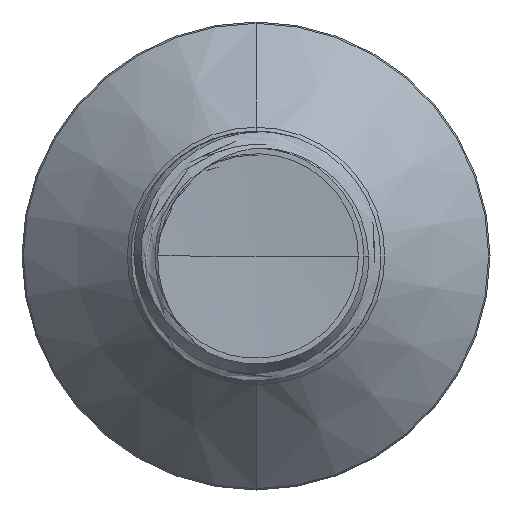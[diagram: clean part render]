
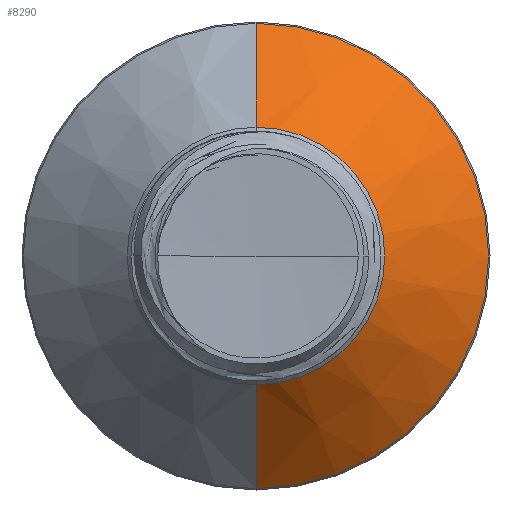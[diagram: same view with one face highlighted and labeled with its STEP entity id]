
A CAD part, front view. The second image highlights one B-rep face of the part: STEP entity #8290.
In plain terms, the highlighted conical face has half-angle 45 degrees and reference radius 2.064 mm.
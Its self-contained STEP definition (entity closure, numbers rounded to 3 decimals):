
#40 = CARTESIAN_POINT ( 'NONE',  ( 0., 7.193, 2.064 ) ) ;
#2552 = DIRECTION ( 'NONE',  ( 0., 0.707, -0.707 ) ) ;
#3019 = DIRECTION ( 'NONE',  ( 0., 1., 0. ) ) ;
#3414 = EDGE_CURVE ( 'NONE', #13817, #11940, #21714, .T. ) ;
#4175 = VECTOR ( 'NONE', #2552, 1000. ) ;
#4585 = ORIENTED_EDGE ( 'NONE', *, *, #21953, .F. ) ;
#4608 = VERTEX_POINT ( 'NONE', #16174 ) ;
#5232 = CIRCLE ( 'NONE', #13514, 3.728 ) ;
#7522 = CARTESIAN_POINT ( 'NONE',  ( 0., 8.857, 3.728 ) ) ;
#8250 = DIRECTION ( 'NONE',  ( 0., 1., 0. ) ) ;
#8290 = ADVANCED_FACE ( 'NONE', ( #15884 ), #20012, .T. ) ;
#8722 = ORIENTED_EDGE ( 'NONE', *, *, #13411, .T. ) ;
#9281 = ORIENTED_EDGE ( 'NONE', *, *, #3414, .F. ) ;
#10864 = CARTESIAN_POINT ( 'NONE',  ( 0., 7.193, 2.064 ) ) ;
#11784 = CARTESIAN_POINT ( 'NONE',  ( 0., 7.193, 0. ) ) ;
#11940 = VERTEX_POINT ( 'NONE', #7522 ) ;
#12622 = DIRECTION ( 'NONE',  ( 0., 0.707, 0.707 ) ) ;
#13411 = EDGE_CURVE ( 'NONE', #13817, #17958, #13550, .T. ) ;
#13514 = AXIS2_PLACEMENT_3D ( 'NONE', #18739, #8250, #20515 ) ;
#13550 = CIRCLE ( 'NONE', #21502, 2.064 ) ;
#13556 = CARTESIAN_POINT ( 'NONE',  ( 0., 7.193, 0. ) ) ;
#13817 = VERTEX_POINT ( 'NONE', #40 ) ;
#14857 = CARTESIAN_POINT ( 'NONE',  ( 0., 7.193, -2.064 ) ) ;
#15313 = DIRECTION ( 'NONE',  ( 0., 0., 1. ) ) ;
#15884 = FACE_OUTER_BOUND ( 'NONE', #21128, .T. ) ;
#16174 = CARTESIAN_POINT ( 'NONE',  ( 0., 8.857, -3.728 ) ) ;
#17649 = EDGE_CURVE ( 'NONE', #17958, #4608, #22297, .T. ) ;
#17958 = VERTEX_POINT ( 'NONE', #20829 ) ;
#18032 = ORIENTED_EDGE ( 'NONE', *, *, #17649, .T. ) ;
#18739 = CARTESIAN_POINT ( 'NONE',  ( 0., 8.857, 0. ) ) ;
#18746 = DIRECTION ( 'NONE',  ( 0., 1., 0. ) ) ;
#20012 = CONICAL_SURFACE ( 'NONE', #21027, 2.064, 0.785 ) ;
#20515 = DIRECTION ( 'NONE',  ( 0., 0., 1. ) ) ;
#20590 = DIRECTION ( 'NONE',  ( 0., 0., 1. ) ) ;
#20829 = CARTESIAN_POINT ( 'NONE',  ( 0., 7.193, -2.064 ) ) ;
#21027 = AXIS2_PLACEMENT_3D ( 'NONE', #11784, #18746, #20590 ) ;
#21128 = EDGE_LOOP ( 'NONE', ( #8722, #18032, #4585, #9281 ) ) ;
#21155 = VECTOR ( 'NONE', #12622, 1000. ) ;
#21502 = AXIS2_PLACEMENT_3D ( 'NONE', #13556, #3019, #15313 ) ;
#21714 = LINE ( 'NONE', #10864, #21155 ) ;
#21953 = EDGE_CURVE ( 'NONE', #11940, #4608, #5232, .T. ) ;
#22297 = LINE ( 'NONE', #14857, #4175 ) ;
